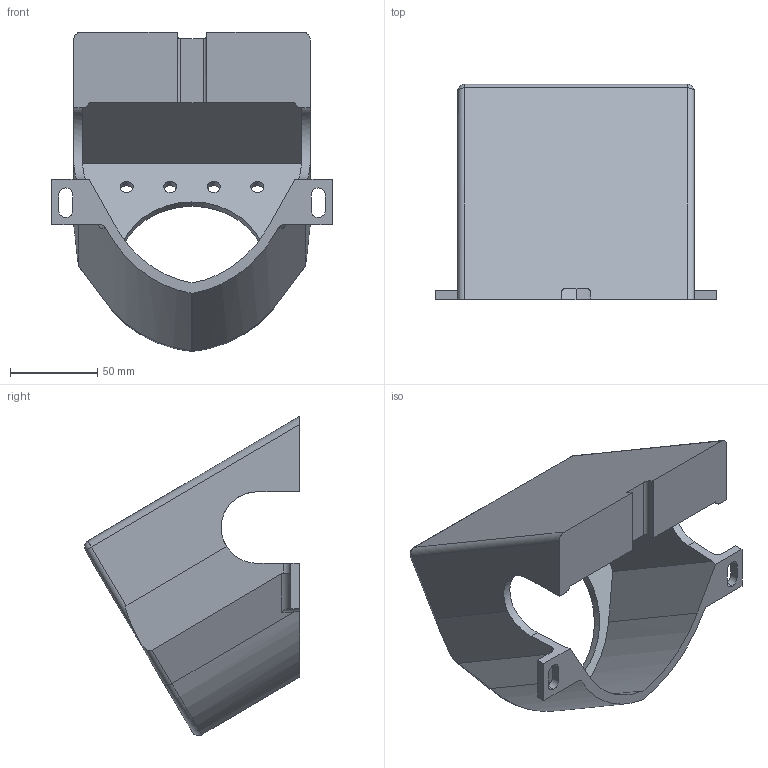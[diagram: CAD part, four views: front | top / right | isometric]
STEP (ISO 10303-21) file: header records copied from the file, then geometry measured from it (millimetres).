
FILE_DESCRIPTION (( 'STEP AP203' ), '1' );
FILE_NAME ('essai3.STEP', '2022-11-03T09:46:49', ( '' ), ( '' ), 'SwSTEP 2.0', 'SolidWorks 2018', '' );
FILE_SCHEMA (( 'CONFIG_CONTROL_DESIGN' ));
Length unit declared in the file: millimetre
Products named in the file (1): essai3
Bounding box: 161 x 123.47 x 183.31 mm (x, y, z)
Volume: 395730.2 mm3; surface area: 114526.1 mm2
Topology: 1 solids, 1 shells, 85 faces, 241 edges, 156 vertices
Faces by surface type: cylinder 40, plane 39, sphere 4, torus 2
Entity records: 2863 total; most frequent: CARTESIAN_POINT 634, ORIENTED_EDGE 474, DIRECTION 429, EDGE_CURVE 237, VERTEX_POINT 154, AXIS2_PLACEMENT_3D 145, LINE 139, VECTOR 139
